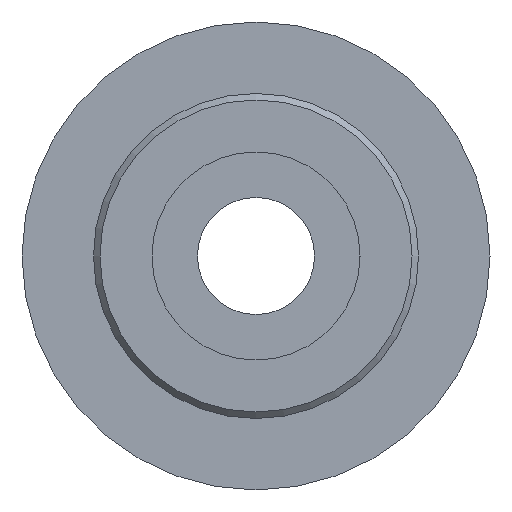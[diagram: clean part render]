
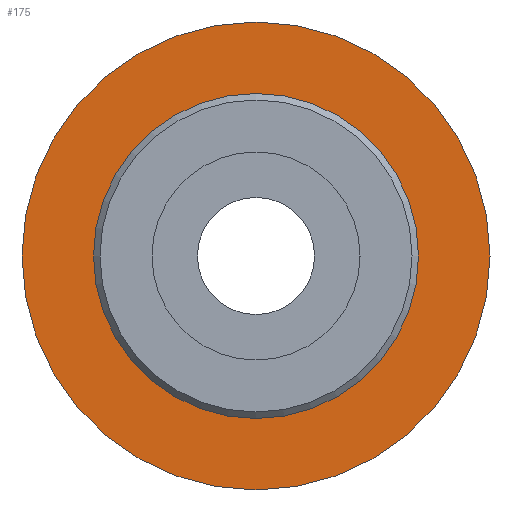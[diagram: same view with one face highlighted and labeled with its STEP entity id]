
A CAD part, left-side view. The second image highlights one B-rep face of the part: STEP entity #175.
In plain terms, the highlighted planar face has unit normal (-1, 0, 0).
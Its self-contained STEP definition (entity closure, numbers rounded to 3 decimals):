
#23=FACE_BOUND('',#55,.T.);
#28=PLANE('',#222);
#39=FACE_OUTER_BOUND('',#54,.T.);
#54=EDGE_LOOP('',(#156));
#55=EDGE_LOOP('',(#157));
#77=CIRCLE('',#208,12.5);
#85=CIRCLE('',#223,18.);
#91=VERTEX_POINT('',#301);
#99=VERTEX_POINT('',#329);
#106=EDGE_CURVE('',#91,#91,#77,.T.);
#119=EDGE_CURVE('',#99,#99,#85,.T.);
#156=ORIENTED_EDGE('',*,*,#119,.F.);
#157=ORIENTED_EDGE('',*,*,#106,.T.);
#175=ADVANCED_FACE('',(#39,#23),#28,.T.);
#208=AXIS2_PLACEMENT_3D('',#302,#244,#245);
#222=AXIS2_PLACEMENT_3D('',#328,#277,#278);
#223=AXIS2_PLACEMENT_3D('',#330,#279,#280);
#244=DIRECTION('center_axis',(1.,0.,0.));
#245=DIRECTION('ref_axis',(0.,0.,-1.));
#277=DIRECTION('center_axis',(-1.,0.,0.));
#278=DIRECTION('ref_axis',(0.,0.,1.));
#279=DIRECTION('center_axis',(1.,0.,0.));
#280=DIRECTION('ref_axis',(0.,0.,-1.));
#301=CARTESIAN_POINT('',(18.,-12.5,0.));
#302=CARTESIAN_POINT('Origin',(18.,0.,0.));
#328=CARTESIAN_POINT('Origin',(18.,18.,0.));
#329=CARTESIAN_POINT('',(18.,-18.,0.));
#330=CARTESIAN_POINT('Origin',(18.,0.,0.));
